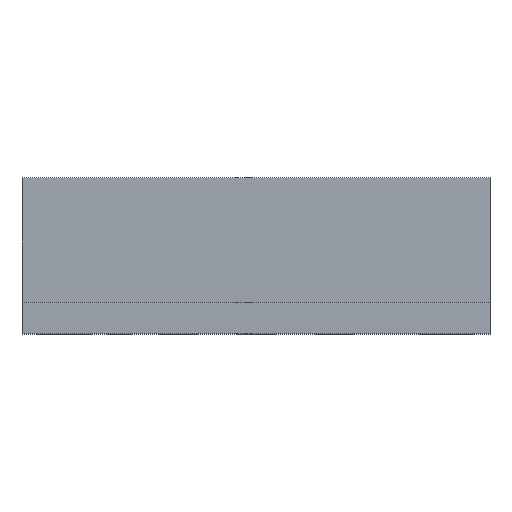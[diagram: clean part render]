
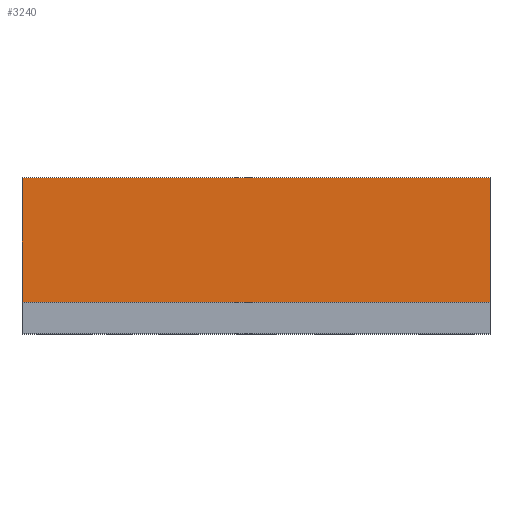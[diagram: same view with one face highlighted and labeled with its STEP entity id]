
A CAD part, top view. The second image highlights one B-rep face of the part: STEP entity #3240.
In plain terms, the highlighted planar face has unit normal (0, 0, 1).
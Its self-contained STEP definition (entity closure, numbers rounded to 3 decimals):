
#292 = DIRECTION ( 'NONE',  ( 1., 0., 0. ) ) ;
#447 = CARTESIAN_POINT ( 'NONE',  ( -1.5, 1., 1.5 ) ) ;
#507 = DIRECTION ( 'NONE',  ( 0., -1., 0. ) ) ;
#983 = CARTESIAN_POINT ( 'NONE',  ( -1.5, 1., 1.5 ) ) ;
#1342 = LINE ( 'NONE', #3569, #5601 ) ;
#1455 = EDGE_CURVE ( 'NONE', #5310, #1554, #1342, .T. ) ;
#1554 = VERTEX_POINT ( 'NONE', #2234 ) ;
#1696 = VERTEX_POINT ( 'NONE', #2360 ) ;
#1747 = DIRECTION ( 'NONE',  ( -1., 0., 0. ) ) ;
#1860 = AXIS2_PLACEMENT_3D ( 'NONE', #447, #3932, #1747 ) ;
#2116 = LINE ( 'NONE', #4593, #4184 ) ;
#2165 = FACE_OUTER_BOUND ( 'NONE', #2834, .T. ) ;
#2168 = VECTOR ( 'NONE', #4366, 1000. ) ;
#2234 = CARTESIAN_POINT ( 'NONE',  ( -1.5, 0.2, 1.5 ) ) ;
#2360 = CARTESIAN_POINT ( 'NONE',  ( 1.5, 0.2, 1.5 ) ) ;
#2362 = EDGE_CURVE ( 'NONE', #2543, #1696, #3984, .T. ) ;
#2366 = CARTESIAN_POINT ( 'NONE',  ( 1.5, 1., 1.5 ) ) ;
#2543 = VERTEX_POINT ( 'NONE', #2366 ) ;
#2748 = EDGE_CURVE ( 'NONE', #1554, #1696, #2116, .T. ) ;
#2834 = EDGE_LOOP ( 'NONE', ( #4098, #3156, #3012, #3893 ) ) ;
#3012 = ORIENTED_EDGE ( 'NONE', *, *, #2362, .F. ) ;
#3156 = ORIENTED_EDGE ( 'NONE', *, *, #2748, .T. ) ;
#3240 = ADVANCED_FACE ( 'NONE', ( #2165 ), #5638, .F. ) ;
#3561 = CARTESIAN_POINT ( 'NONE',  ( 1.5, 1., 1.5 ) ) ;
#3569 = CARTESIAN_POINT ( 'NONE',  ( -1.5, 1., 1.5 ) ) ;
#3816 = VECTOR ( 'NONE', #4095, 1000. ) ;
#3893 = ORIENTED_EDGE ( 'NONE', *, *, #4205, .F. ) ;
#3932 = DIRECTION ( 'NONE',  ( 0., 0., -1. ) ) ;
#3984 = LINE ( 'NONE', #3561, #2168 ) ;
#4095 = DIRECTION ( 'NONE',  ( 1., 0., 0. ) ) ;
#4098 = ORIENTED_EDGE ( 'NONE', *, *, #1455, .T. ) ;
#4184 = VECTOR ( 'NONE', #292, 1000. ) ;
#4205 = EDGE_CURVE ( 'NONE', #5310, #2543, #4484, .T. ) ;
#4366 = DIRECTION ( 'NONE',  ( 0., -1., 0. ) ) ;
#4420 = CARTESIAN_POINT ( 'NONE',  ( -1.5, 1., 1.5 ) ) ;
#4484 = LINE ( 'NONE', #983, #3816 ) ;
#4593 = CARTESIAN_POINT ( 'NONE',  ( -1.5, 0.2, 1.5 ) ) ;
#5310 = VERTEX_POINT ( 'NONE', #4420 ) ;
#5601 = VECTOR ( 'NONE', #507, 1000. ) ;
#5638 = PLANE ( 'NONE',  #1860 ) ;
